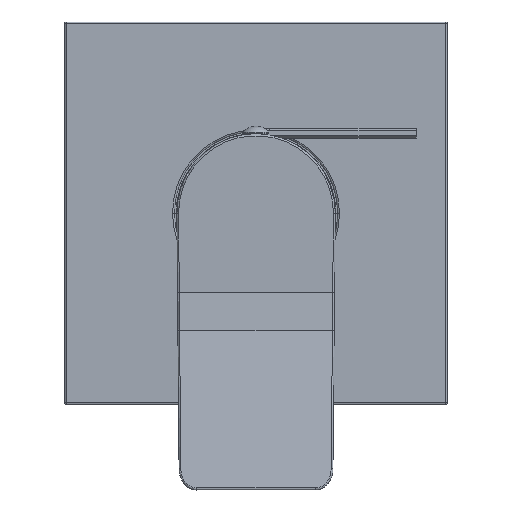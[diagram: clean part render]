
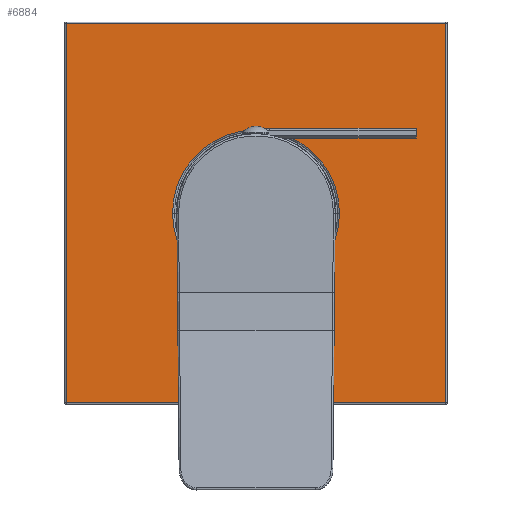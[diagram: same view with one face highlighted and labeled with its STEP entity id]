
A CAD part, top view. The second image highlights one B-rep face of the part: STEP entity #6884.
In plain terms, the highlighted face is planar.
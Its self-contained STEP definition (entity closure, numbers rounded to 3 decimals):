
#6095=DIRECTION('',(0.,0.,-1.));
#6096=VECTOR('',#6095,109.);
#6097=CARTESIAN_POINT('',(54.5,8.,54.5));
#6098=LINE('',#6097,#6096);
#6102=DIRECTION('',(1.,0.,0.));
#6103=VECTOR('',#6102,109.);
#6104=CARTESIAN_POINT('',(-54.5,8.,54.5));
#6105=LINE('',#6104,#6103);
#6109=DIRECTION('',(0.,0.,1.));
#6110=VECTOR('',#6109,109.);
#6111=CARTESIAN_POINT('',(-54.5,8.,-54.5));
#6112=LINE('',#6111,#6110);
#6116=DIRECTION('',(-1.,0.,0.));
#6117=VECTOR('',#6116,109.);
#6118=CARTESIAN_POINT('',(54.5,8.,-54.5));
#6119=LINE('',#6118,#6117);
#6123=CARTESIAN_POINT('',(0.,8.,0.));
#6124=DIRECTION('',(0.,-1.,0.));
#6125=DIRECTION('',(-1.,0.,0.));
#6126=AXIS2_PLACEMENT_3D('',#6123,#6124,#6125);
#6131=CARTESIAN_POINT('',(0.,8.,0.));
#6132=DIRECTION('',(0.,-1.,0.));
#6133=DIRECTION('',(1.,0.,0.));
#6134=AXIS2_PLACEMENT_3D('',#6131,#6132,#6133);
#6703=CARTESIAN_POINT('',(54.5,8.,54.5));
#6704=CARTESIAN_POINT('',(54.5,8.,-54.5));
#6705=VERTEX_POINT('',#6703);
#6706=VERTEX_POINT('',#6704);
#6711=CARTESIAN_POINT('',(-54.5,8.,-54.5));
#6712=VERTEX_POINT('',#6711);
#6717=CARTESIAN_POINT('',(-54.5,8.,54.5));
#6718=VERTEX_POINT('',#6717);
#6775=CARTESIAN_POINT('',(-24.,8.,0.));
#6776=CARTESIAN_POINT('',(24.,8.,0.));
#6777=VERTEX_POINT('',#6775);
#6778=VERTEX_POINT('',#6776);
#6864=CARTESIAN_POINT('',(0.,8.,0.));
#6865=DIRECTION('',(0.,1.,0.));
#6866=DIRECTION('',(1.,0.,0.));
#6867=AXIS2_PLACEMENT_3D('',#6864,#6865,#6866);
#6868=PLANE('',#6867);
#6870=ORIENTED_EDGE('',*,*,#6869,.F.);
#6871=ORIENTED_EDGE('',*,*,#6854,.F.);
#6873=ORIENTED_EDGE('',*,*,#6872,.F.);
#6875=ORIENTED_EDGE('',*,*,#6874,.F.);
#6876=EDGE_LOOP('',(#6870,#6871,#6873,#6875));
#6877=FACE_OUTER_BOUND('',#6876,.F.);
#6879=ORIENTED_EDGE('',*,*,#6878,.F.);
#6881=ORIENTED_EDGE('',*,*,#6880,.F.);
#6882=EDGE_LOOP('',(#6879,#6881));
#6883=FACE_BOUND('',#6882,.F.);
#6884=ADVANCED_FACE('',(#6877,#6883),#6868,.T.);
#6127=CIRCLE('',#6126,24.);
#6135=CIRCLE('',#6134,24.);
#6854=EDGE_CURVE('',#6718,#6705,#6105,.T.);
#6869=EDGE_CURVE('',#6705,#6706,#6098,.T.);
#6872=EDGE_CURVE('',#6712,#6718,#6112,.T.);
#6874=EDGE_CURVE('',#6706,#6712,#6119,.T.);
#6878=EDGE_CURVE('',#6777,#6778,#6127,.T.);
#6880=EDGE_CURVE('',#6778,#6777,#6135,.T.);
